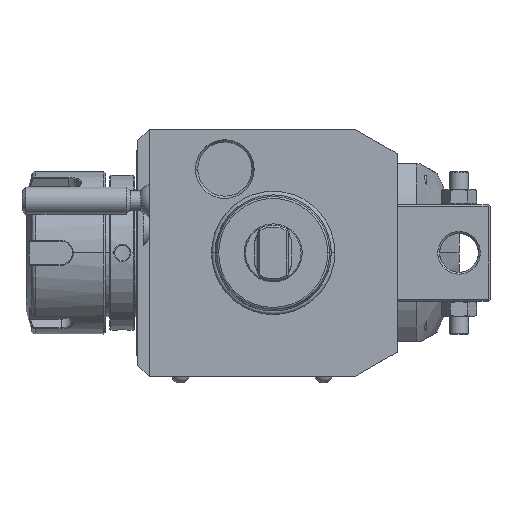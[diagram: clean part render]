
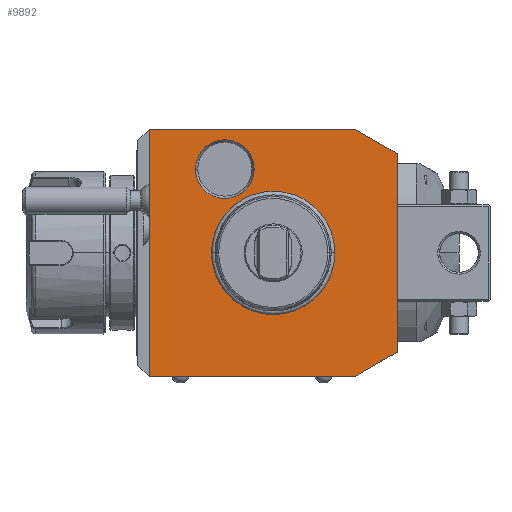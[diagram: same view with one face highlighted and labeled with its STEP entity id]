
A CAD part, front view. The second image highlights one B-rep face of the part: STEP entity #9892.
In plain terms, the highlighted planar face has unit normal (0, -1, 0).
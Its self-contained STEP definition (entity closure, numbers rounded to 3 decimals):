
#1=DIRECTION('',(0.866,0.,0.5));
#2=VECTOR('',#1,12.702);
#3=CARTESIAN_POINT('',(21.,0.,-32.));
#4=LINE('',#3,#2);
#5=DIRECTION('',(1.,0.,0.));
#6=VECTOR('',#5,53.);
#7=CARTESIAN_POINT('',(-32.,0.,-32.));
#8=LINE('',#7,#6);
#9=DIRECTION('',(0.,0.,-1.));
#10=VECTOR('',#9,64.);
#11=CARTESIAN_POINT('',(-32.,0.,32.));
#12=LINE('',#11,#10);
#13=DIRECTION('',(-1.,0.,0.));
#14=VECTOR('',#13,53.);
#15=CARTESIAN_POINT('',(21.,0.,32.));
#16=LINE('',#15,#14);
#17=DIRECTION('',(-0.866,0.,0.5));
#18=VECTOR('',#17,12.702);
#19=CARTESIAN_POINT('',(32.,0.,25.649));
#20=LINE('',#19,#18);
#21=DIRECTION('',(0.,0.,1.));
#22=VECTOR('',#21,51.298);
#23=CARTESIAN_POINT('',(32.,0.,-25.649));
#24=LINE('',#23,#22);
#25=CARTESIAN_POINT('',(-12.5,0.,21.651));
#26=DIRECTION('',(0.,1.,0.));
#27=DIRECTION('',(1.,0.,0.));
#28=AXIS2_PLACEMENT_3D('',#25,#26,#27);
#30=CARTESIAN_POINT('',(-12.5,0.,21.651));
#31=DIRECTION('',(0.,1.,0.));
#32=DIRECTION('',(-1.,0.,0.));
#33=AXIS2_PLACEMENT_3D('',#30,#31,#32);
#7439=CARTESIAN_POINT('',(0.,0.,0.));
#7440=DIRECTION('',(0.,-1.,0.));
#7441=DIRECTION('',(1.,0.,0.));
#7442=AXIS2_PLACEMENT_3D('',#7439,#7440,#7441);
#7444=CARTESIAN_POINT('',(0.,0.,0.));
#7445=DIRECTION('',(0.,-1.,0.));
#7446=DIRECTION('',(-1.,0.,0.));
#7447=AXIS2_PLACEMENT_3D('',#7444,#7445,#7446);
#8911=CARTESIAN_POINT('',(-4.923,0.,
21.651));
#8912=CARTESIAN_POINT('',(-20.077,0.,
21.651));
#8913=VERTEX_POINT('',#8911);
#8914=VERTEX_POINT('',#8912);
#9683=CARTESIAN_POINT('',(21.,0.,-32.));
#9684=CARTESIAN_POINT('',(32.,0.,-25.649));
#9685=VERTEX_POINT('',#9683);
#9686=VERTEX_POINT('',#9684);
#9687=CARTESIAN_POINT('',(32.,0.,25.649));
#9688=VERTEX_POINT('',#9687);
#9689=CARTESIAN_POINT('',(21.,0.,32.));
#9690=VERTEX_POINT('',#9689);
#9691=CARTESIAN_POINT('',(-32.,0.,32.));
#9692=VERTEX_POINT('',#9691);
#9693=CARTESIAN_POINT('',(-32.,0.,-32.));
#9694=VERTEX_POINT('',#9693);
#9715=CARTESIAN_POINT('',(15.783,0.,0.));
#9716=CARTESIAN_POINT('',(-15.783,0.,0.));
#9717=VERTEX_POINT('',#9715);
#9718=VERTEX_POINT('',#9716);
#9861=CARTESIAN_POINT('',(0.,0.,0.));
#9862=DIRECTION('',(0.,-1.,0.));
#9863=DIRECTION('',(-1.,0.,0.));
#9864=AXIS2_PLACEMENT_3D('',#9861,#9862,#9863);
#9865=PLANE('',#9864);
#9867=ORIENTED_EDGE('',*,*,#9866,.F.);
#9869=ORIENTED_EDGE('',*,*,#9868,.F.);
#9871=ORIENTED_EDGE('',*,*,#9870,.F.);
#9873=ORIENTED_EDGE('',*,*,#9872,.F.);
#9875=ORIENTED_EDGE('',*,*,#9874,.F.);
#9877=ORIENTED_EDGE('',*,*,#9876,.F.);
#9878=EDGE_LOOP('',(#9867,#9869,#9871,#9873,#9875,#9877));
#9879=FACE_OUTER_BOUND('',#9878,.F.);
#9881=ORIENTED_EDGE('',*,*,#9880,.T.);
#9883=ORIENTED_EDGE('',*,*,#9882,.T.);
#9884=EDGE_LOOP('',(#9881,#9883));
#9885=FACE_BOUND('',#9884,.F.);
#9887=ORIENTED_EDGE('',*,*,#9886,.F.);
#9889=ORIENTED_EDGE('',*,*,#9888,.F.);
#9890=EDGE_LOOP('',(#9887,#9889));
#9891=FACE_BOUND('',#9890,.F.);
#29=CIRCLE('',#28,7.577);
#34=CIRCLE('',#33,7.577);
#7443=CIRCLE('',#7442,15.783);
#7448=CIRCLE('',#7447,15.783);
#9866=EDGE_CURVE('',#9685,#9686,#4,.T.);
#9868=EDGE_CURVE('',#9694,#9685,#8,.T.);
#9870=EDGE_CURVE('',#9692,#9694,#12,.T.);
#9872=EDGE_CURVE('',#9690,#9692,#16,.T.);
#9874=EDGE_CURVE('',#9688,#9690,#20,.T.);
#9876=EDGE_CURVE('',#9686,#9688,#24,.T.);
#9880=EDGE_CURVE('',#9717,#9718,#7443,.T.);
#9882=EDGE_CURVE('',#9718,#9717,#7448,.T.);
#9886=EDGE_CURVE('',#8913,#8914,#29,.T.);
#9888=EDGE_CURVE('',#8914,#8913,#34,.T.);
#9892=ADVANCED_FACE('',(#9879,#9885,#9891),#9865,.T.);
